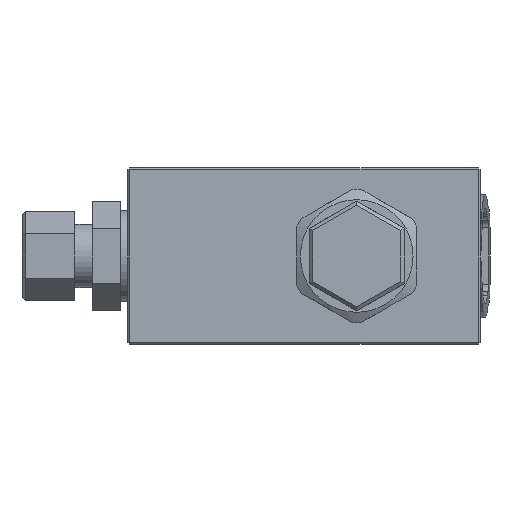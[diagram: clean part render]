
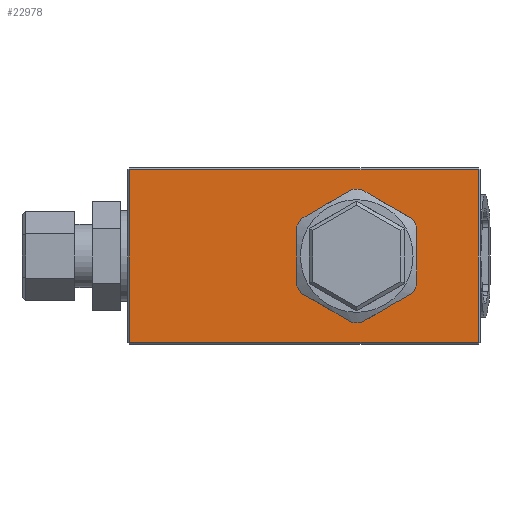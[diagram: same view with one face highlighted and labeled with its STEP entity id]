
A CAD part, front view. The second image highlights one B-rep face of the part: STEP entity #22978.
In plain terms, the highlighted planar face has unit normal (0, -1, 0).
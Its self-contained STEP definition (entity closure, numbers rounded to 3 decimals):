
#22722=CARTESIAN_POINT('',(82.,0.0,25.0));
#22723=VERTEX_POINT('',#22722);
#22724=CARTESIAN_POINT('',(73.5,0.,39.722));
#22725=VERTEX_POINT('',#22724);
#22733=CARTESIAN_POINT('',(56.5,0.,39.722));
#22734=VERTEX_POINT('',#22733);
#22742=CARTESIAN_POINT('',(48.,0.,25.));
#22743=VERTEX_POINT('',#22742);
#22751=CARTESIAN_POINT('',(56.5,0.,10.278));
#22752=VERTEX_POINT('',#22751);
#22760=CARTESIAN_POINT('',(73.5,0.,10.278));
#22761=VERTEX_POINT('',#22760);
#22799=CARTESIAN_POINT('',(100.,0.0,0.0));
#22800=DIRECTION('',(0.0,-1.0,0.0));
#22801=DIRECTION('',(0.0,0.0,-1.0));
#22802=AXIS2_PLACEMENT_3D('',#22799,#22800,#22801);
#22803=PLANE('',#22802);
#22804=CARTESIAN_POINT('',(0.5,0.0,0.5));
#22805=VERTEX_POINT('',#22804);
#22806=CARTESIAN_POINT('',(0.5,0.0,49.5));
#22807=VERTEX_POINT('',#22806);
#22808=CARTESIAN_POINT('',(0.5,0.0,0.5));
#22809=DIRECTION('',(0.0,0.0,1.0));
#22810=VECTOR('',#22809,49.0);
#22811=LINE('',#22808,#22810);
#22812=EDGE_CURVE('',#22805,#22807,#22811,.T.);
#22813=ORIENTED_EDGE('',*,*,#22812,.F.);
#22814=CARTESIAN_POINT('',(99.5,0.0,0.5));
#22815=VERTEX_POINT('',#22814);
#22816=CARTESIAN_POINT('',(99.5,0.0,0.5));
#22817=DIRECTION('',(-1.0,0.0,0.0));
#22818=VECTOR('',#22817,99.);
#22819=LINE('',#22816,#22818);
#22820=EDGE_CURVE('',#22815,#22805,#22819,.T.);
#22821=ORIENTED_EDGE('',*,*,#22820,.F.);
#22822=CARTESIAN_POINT('',(99.5,0.0,49.5));
#22823=VERTEX_POINT('',#22822);
#22824=CARTESIAN_POINT('',(99.5,0.0,49.5));
#22825=DIRECTION('',(0.0,0.0,-1.0));
#22826=VECTOR('',#22825,49.0);
#22827=LINE('',#22824,#22826);
#22828=EDGE_CURVE('',#22823,#22815,#22827,.T.);
#22829=ORIENTED_EDGE('',*,*,#22828,.F.);
#22830=CARTESIAN_POINT('',(0.5,0.0,49.5));
#22831=DIRECTION('',(1.0,0.0,0.0));
#22832=VECTOR('',#22831,99.);
#22833=LINE('',#22830,#22832);
#22834=EDGE_CURVE('',#22807,#22823,#22833,.T.);
#22835=ORIENTED_EDGE('',*,*,#22834,.F.);
#22836=EDGE_LOOP('',(#22813,#22821,#22829,#22835));
#22837=FACE_OUTER_BOUND('',#22836,.T.);
#22838=CARTESIAN_POINT('',(82.0,0.,16.515));
#22839=VERTEX_POINT('',#22838);
#22840=CARTESIAN_POINT('',(82.0,0.0,25.0));
#22841=DIRECTION('',(0.0,0.0,-1.0));
#22842=VECTOR('',#22841,8.485);
#22843=LINE('',#22840,#22842);
#22844=EDGE_CURVE('',#22723,#22839,#22843,.T.);
#22845=ORIENTED_EDGE('',*,*,#22844,.T.);
#22846=CARTESIAN_POINT('',(80.848,0.,14.52));
#22847=VERTEX_POINT('',#22846);
#22848=CARTESIAN_POINT('',(65.,0.,25.));
#22849=DIRECTION('',(0.0,1.0,0.0));
#22850=DIRECTION('',(0.0,0.0,-1.0));
#22851=AXIS2_PLACEMENT_3D('',#22848,#22849,#22850);
#22852=CIRCLE('',#22851,19.0);
#22853=EDGE_CURVE('',#22839,#22847,#22852,.T.);
#22854=ORIENTED_EDGE('',*,*,#22853,.T.);
#22855=CARTESIAN_POINT('',(80.848,0.0,14.52));
#22856=DIRECTION('',(-0.866,0.0,-0.5));
#22857=VECTOR('',#22856,8.485);
#22858=LINE('',#22855,#22857);
#22859=EDGE_CURVE('',#22847,#22761,#22858,.T.);
#22860=ORIENTED_EDGE('',*,*,#22859,.T.);
#22861=CARTESIAN_POINT('',(66.152,0.0,6.035));
#22862=VERTEX_POINT('',#22861);
#22863=CARTESIAN_POINT('',(73.5,0.0,10.278));
#22864=DIRECTION('',(-0.866,0.0,-0.5));
#22865=VECTOR('',#22864,8.485);
#22866=LINE('',#22863,#22865);
#22867=EDGE_CURVE('',#22761,#22862,#22866,.T.);
#22868=ORIENTED_EDGE('',*,*,#22867,.T.);
#22869=CARTESIAN_POINT('',(63.848,0.0,6.035));
#22870=VERTEX_POINT('',#22869);
#22871=CARTESIAN_POINT('',(65.,0.,25.));
#22872=DIRECTION('',(0.0,1.0,0.0));
#22873=DIRECTION('',(0.0,0.0,-1.0));
#22874=AXIS2_PLACEMENT_3D('',#22871,#22872,#22873);
#22875=CIRCLE('',#22874,19.0);
#22876=EDGE_CURVE('',#22862,#22870,#22875,.T.);
#22877=ORIENTED_EDGE('',*,*,#22876,.T.);
#22878=CARTESIAN_POINT('',(63.848,0.0,6.035));
#22879=DIRECTION('',(-0.866,0.0,0.5));
#22880=VECTOR('',#22879,8.485);
#22881=LINE('',#22878,#22880);
#22882=EDGE_CURVE('',#22870,#22752,#22881,.T.);
#22883=ORIENTED_EDGE('',*,*,#22882,.T.);
#22884=CARTESIAN_POINT('',(49.152,0.,14.52));
#22885=VERTEX_POINT('',#22884);
#22886=CARTESIAN_POINT('',(56.5,0.0,10.278));
#22887=DIRECTION('',(-0.866,0.0,0.5));
#22888=VECTOR('',#22887,8.485);
#22889=LINE('',#22886,#22888);
#22890=EDGE_CURVE('',#22752,#22885,#22889,.T.);
#22891=ORIENTED_EDGE('',*,*,#22890,.T.);
#22892=CARTESIAN_POINT('',(48.,0.,16.515));
#22893=VERTEX_POINT('',#22892);
#22894=CARTESIAN_POINT('',(65.,0.,25.));
#22895=DIRECTION('',(0.0,1.0,0.0));
#22896=DIRECTION('',(0.0,0.0,-1.0));
#22897=AXIS2_PLACEMENT_3D('',#22894,#22895,#22896);
#22898=CIRCLE('',#22897,19.0);
#22899=EDGE_CURVE('',#22885,#22893,#22898,.T.);
#22900=ORIENTED_EDGE('',*,*,#22899,.T.);
#22901=CARTESIAN_POINT('',(48.,0.0,16.515));
#22902=DIRECTION('',(0.0,0.0,1.0));
#22903=VECTOR('',#22902,8.485);
#22904=LINE('',#22901,#22903);
#22905=EDGE_CURVE('',#22893,#22743,#22904,.T.);
#22906=ORIENTED_EDGE('',*,*,#22905,.T.);
#22907=CARTESIAN_POINT('',(48.,0.,33.485));
#22908=VERTEX_POINT('',#22907);
#22909=CARTESIAN_POINT('',(48.,0.0,25.));
#22910=DIRECTION('',(0.0,0.0,1.0));
#22911=VECTOR('',#22910,8.485);
#22912=LINE('',#22909,#22911);
#22913=EDGE_CURVE('',#22743,#22908,#22912,.T.);
#22914=ORIENTED_EDGE('',*,*,#22913,.T.);
#22915=CARTESIAN_POINT('',(49.152,0.,35.48));
#22916=VERTEX_POINT('',#22915);
#22917=CARTESIAN_POINT('',(65.,0.,25.));
#22918=DIRECTION('',(0.0,1.0,0.0));
#22919=DIRECTION('',(0.0,0.0,-1.0));
#22920=AXIS2_PLACEMENT_3D('',#22917,#22918,#22919);
#22921=CIRCLE('',#22920,19.0);
#22922=EDGE_CURVE('',#22908,#22916,#22921,.T.);
#22923=ORIENTED_EDGE('',*,*,#22922,.T.);
#22924=CARTESIAN_POINT('',(49.152,0.0,35.48));
#22925=DIRECTION('',(0.866,0.0,0.5));
#22926=VECTOR('',#22925,8.485);
#22927=LINE('',#22924,#22926);
#22928=EDGE_CURVE('',#22916,#22734,#22927,.T.);
#22929=ORIENTED_EDGE('',*,*,#22928,.T.);
#22930=CARTESIAN_POINT('',(63.848,0.,43.965));
#22931=VERTEX_POINT('',#22930);
#22932=CARTESIAN_POINT('',(56.5,0.0,39.722));
#22933=DIRECTION('',(0.866,0.0,0.5));
#22934=VECTOR('',#22933,8.485);
#22935=LINE('',#22932,#22934);
#22936=EDGE_CURVE('',#22734,#22931,#22935,.T.);
#22937=ORIENTED_EDGE('',*,*,#22936,.T.);
#22938=CARTESIAN_POINT('',(66.152,0.,43.965));
#22939=VERTEX_POINT('',#22938);
#22940=CARTESIAN_POINT('',(65.,0.,25.));
#22941=DIRECTION('',(0.0,1.0,0.0));
#22942=DIRECTION('',(0.0,0.0,-1.0));
#22943=AXIS2_PLACEMENT_3D('',#22940,#22941,#22942);
#22944=CIRCLE('',#22943,19.0);
#22945=EDGE_CURVE('',#22931,#22939,#22944,.T.);
#22946=ORIENTED_EDGE('',*,*,#22945,.T.);
#22947=CARTESIAN_POINT('',(66.152,0.0,43.965));
#22948=DIRECTION('',(0.866,0.0,-0.5));
#22949=VECTOR('',#22948,8.485);
#22950=LINE('',#22947,#22949);
#22951=EDGE_CURVE('',#22939,#22725,#22950,.T.);
#22952=ORIENTED_EDGE('',*,*,#22951,.T.);
#22953=CARTESIAN_POINT('',(80.848,0.,35.48));
#22954=VERTEX_POINT('',#22953);
#22955=CARTESIAN_POINT('',(73.5,0.0,39.722));
#22956=DIRECTION('',(0.866,0.0,-0.5));
#22957=VECTOR('',#22956,8.485);
#22958=LINE('',#22955,#22957);
#22959=EDGE_CURVE('',#22725,#22954,#22958,.T.);
#22960=ORIENTED_EDGE('',*,*,#22959,.T.);
#22961=CARTESIAN_POINT('',(82.0,0.,33.485));
#22962=VERTEX_POINT('',#22961);
#22963=CARTESIAN_POINT('',(65.,0.,25.));
#22964=DIRECTION('',(0.0,1.0,0.0));
#22965=DIRECTION('',(0.0,0.0,-1.0));
#22966=AXIS2_PLACEMENT_3D('',#22963,#22964,#22965);
#22967=CIRCLE('',#22966,19.0);
#22968=EDGE_CURVE('',#22954,#22962,#22967,.T.);
#22969=ORIENTED_EDGE('',*,*,#22968,.T.);
#22970=CARTESIAN_POINT('',(82.0,0.0,33.485));
#22971=DIRECTION('',(0.0,0.0,-1.0));
#22972=VECTOR('',#22971,8.485);
#22973=LINE('',#22970,#22972);
#22974=EDGE_CURVE('',#22962,#22723,#22973,.T.);
#22975=ORIENTED_EDGE('',*,*,#22974,.T.);
#22976=EDGE_LOOP('',(#22845,#22854,#22860,#22868,#22877,#22883,#22891,#22900,#22906,#22914,#22923,#22929,#22937,#22946,#22952,#22960,#22969,#22975));
#22977=FACE_BOUND('',#22976,.T.);
#22978=ADVANCED_FACE('',(#22837,#22977),#22803,.T.);
